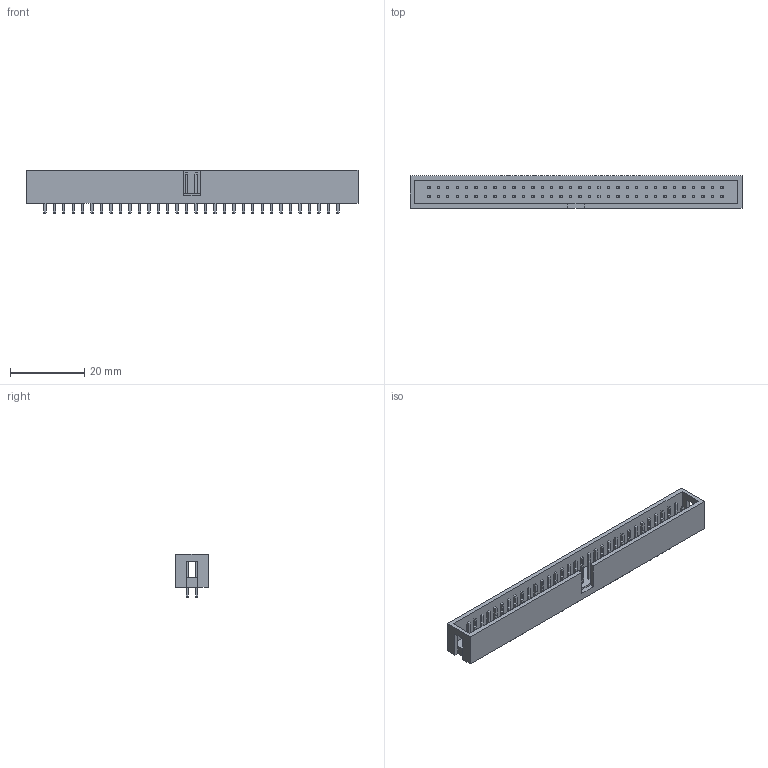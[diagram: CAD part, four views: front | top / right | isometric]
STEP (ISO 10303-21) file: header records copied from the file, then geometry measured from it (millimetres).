
FILE_DESCRIPTION (( 'STEP AP214' ), '1' );
FILE_NAME ('IDC_32X2.STEP', '2023-09-29T15:56:49', ( '' ), ( '' ), 'SwSTEP 2.0', 'SolidWorks 2016', '' );
FILE_SCHEMA (( 'AUTOMOTIVE_DESIGN' ));
Length unit declared in the file: millimetre
Products named in the file (1): IDC_32X2
Bounding box: 89.22 x 8.8 x 11.8 mm (x, y, z)
Volume: 3562.6 mm3; surface area: 5832.4 mm2
Topology: 1 solids, 1 shells, 1176 faces, 2632 edges, 1582 vertices
Faces by surface type: plane 1176
Entity records: 44230 total; most frequent: CARTESIAN_POINT 5391, ORIENTED_EDGE 5264, DIRECTION 4986, EDGE_CURVE 2632, LINE 2632, VECTOR 2632, VERTEX_POINT 1582, EDGE_LOOP 1304
